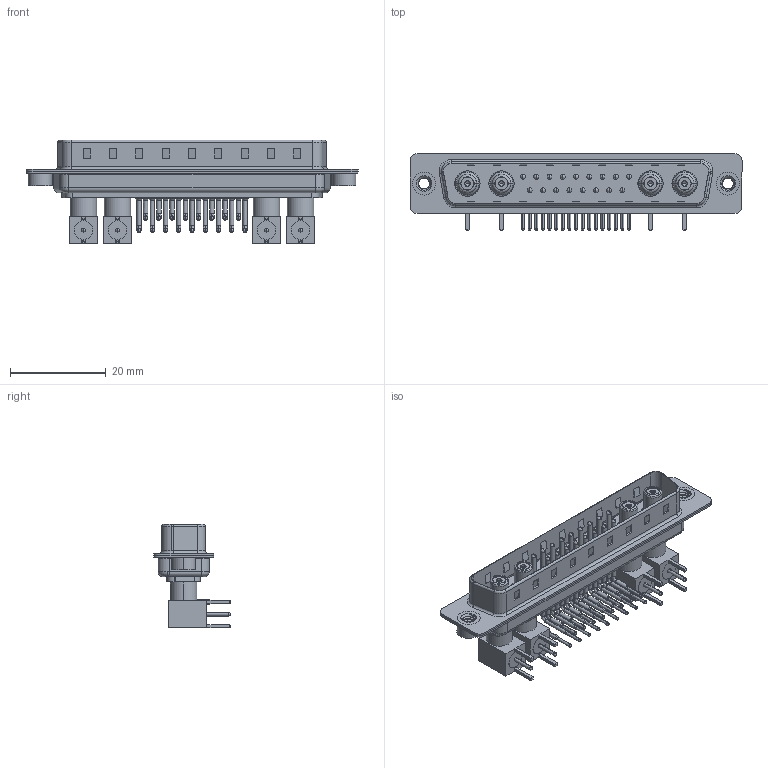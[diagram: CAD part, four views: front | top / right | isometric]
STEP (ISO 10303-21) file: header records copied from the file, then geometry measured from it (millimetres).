
FILE_DESCRIPTION (( 'STEP AP203' ), '1' );
FILE_NAME ('629-21W4640-5TA.STEP', '2022-05-17T07:30:36', ( '' ), ( '' ), 'SwSTEP 2.0', 'SolidWorks 2020', '' );
FILE_SCHEMA (( 'CONFIG_CONTROL_DESIGN' ));
Length unit declared in the file: millimetre
Products named in the file (18): 629Combo Contact Row 1; Co-Ax Jack Assy_RA; Locking Collar; Insulator Socket 2; 629Combo Housing_21W4; Co-Ax Jack_RA PC Tail; RA Back Shell; Insulator Socket; Socket_RA; 629Combo Shell Rear_37 Contacts; 629Combo Threaded Rivet_2; 629-21W4640-5TA; Insulator RA Pin; 629Combo Contact Row 2; 629Combo Shell Front_37 Contacts
Assembly tree (54 placements, depth 3):
  629-21W4640-5TA
    629Combo Housing_21W4
    629Combo Shell Rear_37 Contacts
    629Combo Shell Front_37 Contacts
    629Combo Threaded Rivet_2  x2
    Co-Ax Jack Assy_RA
      Co-Ax Jack_RA PC Tail
      Insulator Socket
      Insulator Socket 2
      Locking Collar
      Socket_RA
      RA Back Shell
      Insulator RA Pin
    Co-Ax Jack Assy_RA
      Co-Ax Jack_RA PC Tail
      Insulator Socket
      Insulator Socket 2
      Locking Collar
      Socket_RA
      RA Back Shell
      Insulator RA Pin
    Co-Ax Jack Assy_RA
      Co-Ax Jack_RA PC Tail
      Insulator Socket
      Insulator Socket 2
      Locking Collar
      Socket_RA
      RA Back Shell
      Insulator RA Pin
    Co-Ax Jack Assy_RA
      Co-Ax Jack_RA PC Tail
      Insulator Socket
      Insulator Socket 2
      Locking Collar
      Socket_RA
      RA Back Shell
      Insulator RA Pin
    629Combo Contact Row 1  x9
    629Combo Contact Row 2  x8
Bounding box: 69.4 x 16 x 21.71 mm (x, y, z)
Volume: 5049.3 mm3; surface area: 13486.5 mm2
Topology: 50 solids, 50 shells, 2890 faces, 7725 edges, 4970 vertices
Faces by surface type: plane 1519, cylinder 1021, cone 156, bspline 112, torus 74, sphere 8
Entity records: 31625 total; most frequent: CARTESIAN_POINT 6521, DIRECTION 4862, ORIENTED_EDGE 4458, EDGE_CURVE 2229, AXIS2_PLACEMENT_3D 1767, VERTEX_POINT 1435, VECTOR 1328, LINE 1328
